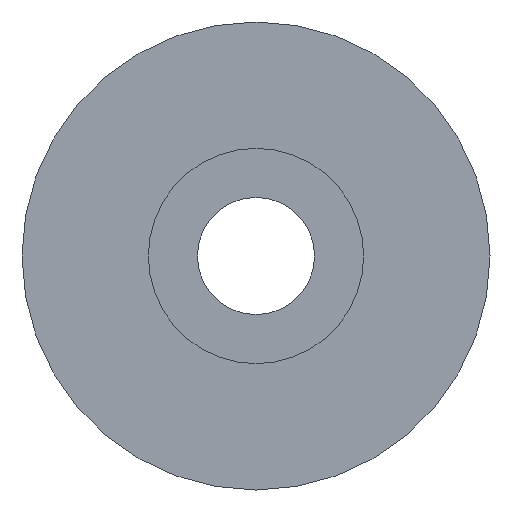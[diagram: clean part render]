
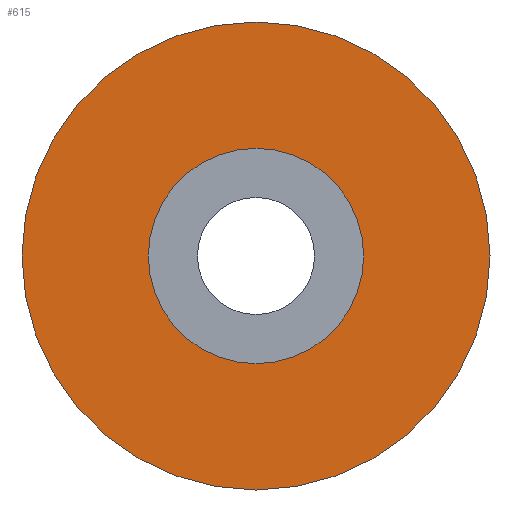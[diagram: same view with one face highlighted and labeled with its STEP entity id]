
A CAD part, left-side view. The second image highlights one B-rep face of the part: STEP entity #615.
In plain terms, the highlighted planar face has unit normal (-1, 0, 0).
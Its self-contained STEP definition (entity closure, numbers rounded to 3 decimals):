
#12 = CARTESIAN_POINT ( 'NONE',  ( -9.75, 0., -50. ) ) ;
#21 = VERTEX_POINT ( 'NONE', #530 ) ;
#30 = ORIENTED_EDGE ( 'NONE', *, *, #71, .F. ) ;
#36 = CIRCLE ( 'NONE', #292, 23. ) ;
#62 = EDGE_CURVE ( 'NONE', #91, #349, #36, .T. ) ;
#67 = AXIS2_PLACEMENT_3D ( 'NONE', #295, #299, #532 ) ;
#71 = EDGE_CURVE ( 'NONE', #21, #125, #576, .T. ) ;
#88 = CARTESIAN_POINT ( 'NONE',  ( -9.75, 0., 0. ) ) ;
#91 = VERTEX_POINT ( 'NONE', #486 ) ;
#107 = DIRECTION ( 'NONE',  ( 1., 0., 0. ) ) ;
#111 = DIRECTION ( 'NONE',  ( 0., 0., -1. ) ) ;
#125 = VERTEX_POINT ( 'NONE', #12 ) ;
#128 = AXIS2_PLACEMENT_3D ( 'NONE', #306, #107, #394 ) ;
#142 = DIRECTION ( 'NONE',  ( 0., 0., -1. ) ) ;
#183 = CIRCLE ( 'NONE', #213, 23. ) ;
#213 = AXIS2_PLACEMENT_3D ( 'NONE', #341, #382, #142 ) ;
#241 = AXIS2_PLACEMENT_3D ( 'NONE', #88, #571, #243 ) ;
#243 = DIRECTION ( 'NONE',  ( 0., 0., -1. ) ) ;
#259 = EDGE_LOOP ( 'NONE', ( #464, #30 ) ) ;
#286 = ORIENTED_EDGE ( 'NONE', *, *, #62, .T. ) ;
#292 = AXIS2_PLACEMENT_3D ( 'NONE', #591, #399, #111 ) ;
#295 = CARTESIAN_POINT ( 'NONE',  ( -9.75, 50., 0. ) ) ;
#299 = DIRECTION ( 'NONE',  ( -1., 0., 0. ) ) ;
#304 = CIRCLE ( 'NONE', #241, 50. ) ;
#306 = CARTESIAN_POINT ( 'NONE',  ( -9.75, 0., 0. ) ) ;
#341 = CARTESIAN_POINT ( 'NONE',  ( -9.75, 0., 0. ) ) ;
#349 = VERTEX_POINT ( 'NONE', #467 ) ;
#352 = ORIENTED_EDGE ( 'NONE', *, *, #461, .T. ) ;
#357 = FACE_BOUND ( 'NONE', #378, .T. ) ;
#378 = EDGE_LOOP ( 'NONE', ( #286, #352 ) ) ;
#382 = DIRECTION ( 'NONE',  ( 1., 0., 0. ) ) ;
#387 = PLANE ( 'NONE',  #67 ) ;
#394 = DIRECTION ( 'NONE',  ( 0., 0., -1. ) ) ;
#399 = DIRECTION ( 'NONE',  ( 1., 0., 0. ) ) ;
#461 = EDGE_CURVE ( 'NONE', #349, #91, #183, .T. ) ;
#464 = ORIENTED_EDGE ( 'NONE', *, *, #498, .F. ) ;
#467 = CARTESIAN_POINT ( 'NONE',  ( -9.75, 0., 23. ) ) ;
#486 = CARTESIAN_POINT ( 'NONE',  ( -9.75, 0., -23. ) ) ;
#498 = EDGE_CURVE ( 'NONE', #125, #21, #304, .T. ) ;
#530 = CARTESIAN_POINT ( 'NONE',  ( -9.75, 0., 50. ) ) ;
#532 = DIRECTION ( 'NONE',  ( 0., 0., 1. ) ) ;
#571 = DIRECTION ( 'NONE',  ( 1., 0., 0. ) ) ;
#576 = CIRCLE ( 'NONE', #128, 50. ) ;
#591 = CARTESIAN_POINT ( 'NONE',  ( -9.75, 0., 0. ) ) ;
#599 = FACE_OUTER_BOUND ( 'NONE', #259, .T. ) ;
#615 = ADVANCED_FACE ( 'NONE', ( #357, #599 ), #387, .T. ) ;
